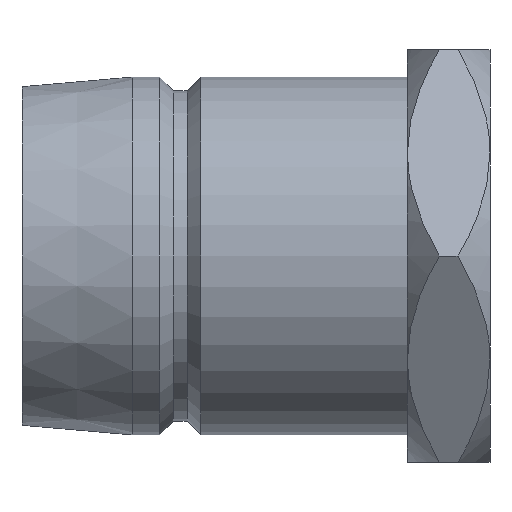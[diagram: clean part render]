
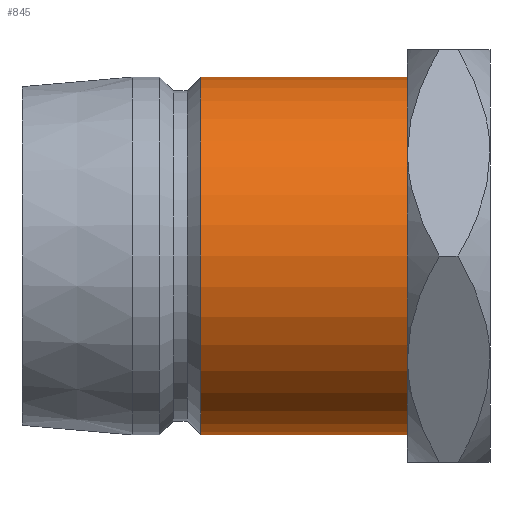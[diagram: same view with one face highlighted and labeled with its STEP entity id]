
A CAD part, front view. The second image highlights one B-rep face of the part: STEP entity #845.
In plain terms, the highlighted cylindrical face has radius 6.5 mm (diameter 13 mm), a partial arc.
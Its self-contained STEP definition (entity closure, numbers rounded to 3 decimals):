
#85 = DIRECTION ( 'NONE',  ( 0., 0., 1. ) ) ;
#120 = CARTESIAN_POINT ( 'NONE',  ( 14., 0., 6.5 ) ) ;
#165 = LINE ( 'NONE', #667, #627 ) ;
#169 = EDGE_CURVE ( 'NONE', #774, #277, #449, .T. ) ;
#226 = ORIENTED_EDGE ( 'NONE', *, *, #169, .F. ) ;
#250 = DIRECTION ( 'NONE',  ( 0., 0., 1. ) ) ;
#277 = VERTEX_POINT ( 'NONE', #1111 ) ;
#337 = ORIENTED_EDGE ( 'NONE', *, *, #736, .T. ) ;
#372 = CARTESIAN_POINT ( 'NONE',  ( 14., 0., 0. ) ) ;
#424 = ORIENTED_EDGE ( 'NONE', *, *, #488, .F. ) ;
#433 = AXIS2_PLACEMENT_3D ( 'NONE', #1028, #854, #250 ) ;
#443 = CARTESIAN_POINT ( 'NONE',  ( 6.5, 0., 0. ) ) ;
#449 = LINE ( 'NONE', #723, #619 ) ;
#460 = DIRECTION ( 'NONE',  ( -1., 0., 0. ) ) ;
#488 = EDGE_CURVE ( 'NONE', #277, #565, #916, .T. ) ;
#538 = EDGE_LOOP ( 'NONE', ( #226, #986, #337, #424 ) ) ;
#565 = VERTEX_POINT ( 'NONE', #938 ) ;
#619 = VECTOR ( 'NONE', #460, 1000. ) ;
#627 = VECTOR ( 'NONE', #764, 1000. ) ;
#642 = AXIS2_PLACEMENT_3D ( 'NONE', #372, #1040, #820 ) ;
#667 = CARTESIAN_POINT ( 'NONE',  ( 0., 0., 6.5 ) ) ;
#705 = AXIS2_PLACEMENT_3D ( 'NONE', #443, #1022, #85 ) ;
#723 = CARTESIAN_POINT ( 'NONE',  ( 0., 0., -6.5 ) ) ;
#736 = EDGE_CURVE ( 'NONE', #990, #565, #165, .T. ) ;
#759 = CIRCLE ( 'NONE', #642, 6.5 ) ;
#764 = DIRECTION ( 'NONE',  ( -1., 0., 0. ) ) ;
#774 = VERTEX_POINT ( 'NONE', #937 ) ;
#793 = FACE_OUTER_BOUND ( 'NONE', #538, .T. ) ;
#820 = DIRECTION ( 'NONE',  ( 0., 0., 1. ) ) ;
#845 = ADVANCED_FACE ( 'NONE', ( #793 ), #1106, .T. ) ;
#854 = DIRECTION ( 'NONE',  ( -1., 0., 0. ) ) ;
#891 = EDGE_CURVE ( 'NONE', #774, #990, #759, .T. ) ;
#916 = CIRCLE ( 'NONE', #705, 6.5 ) ;
#937 = CARTESIAN_POINT ( 'NONE',  ( 14., 0., -6.5 ) ) ;
#938 = CARTESIAN_POINT ( 'NONE',  ( 6.5, 0., 6.5 ) ) ;
#986 = ORIENTED_EDGE ( 'NONE', *, *, #891, .T. ) ;
#990 = VERTEX_POINT ( 'NONE', #120 ) ;
#1022 = DIRECTION ( 'NONE',  ( -1., 0., 0. ) ) ;
#1028 = CARTESIAN_POINT ( 'NONE',  ( 0., 0., 0. ) ) ;
#1040 = DIRECTION ( 'NONE',  ( -1., 0., 0. ) ) ;
#1106 = CYLINDRICAL_SURFACE ( 'NONE', #433, 6.5 ) ;
#1111 = CARTESIAN_POINT ( 'NONE',  ( 6.5, 0., -6.5 ) ) ;
